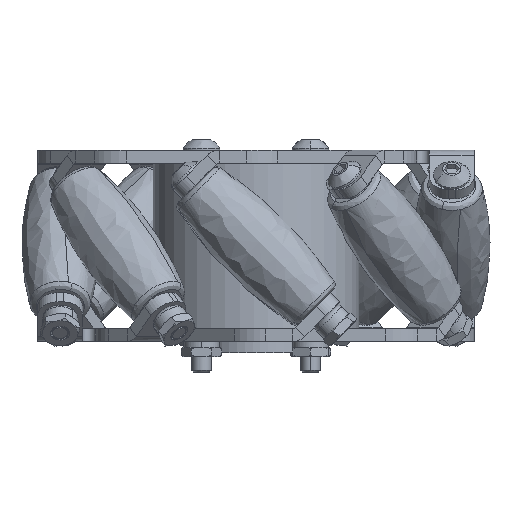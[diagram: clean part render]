
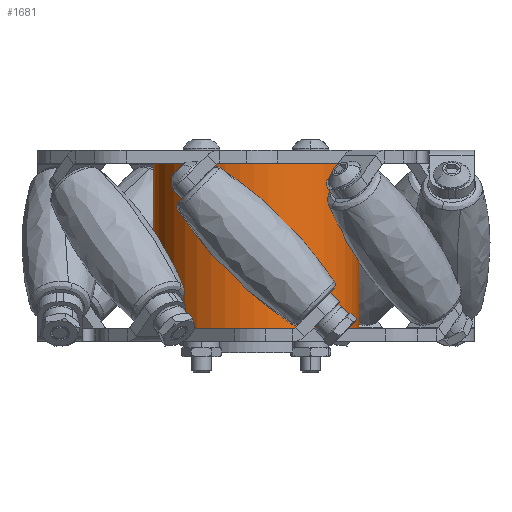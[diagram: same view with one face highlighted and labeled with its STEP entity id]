
A CAD part, front view. The second image highlights one B-rep face of the part: STEP entity #1681.
In plain terms, the highlighted free-form (B-spline) face has degree [2, 1] with [5, 2] control points.
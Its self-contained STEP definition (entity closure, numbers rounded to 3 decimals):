
#1566 = VERTEX_POINT('',#1567);
#1567 = CARTESIAN_POINT('',(-0.464,-11.478,
    83.014));
#1568 = VERTEX_POINT('',#1569);
#1569 = CARTESIAN_POINT('',(-27.838,-11.478,
    83.014));
#1577 = EDGE_CURVE('',#1566,#1578,#1580,.T.);
#1578 = VERTEX_POINT('',#1579);
#1579 = CARTESIAN_POINT('',(-0.464,-11.478,
    59.49));
#1580 = B_SPLINE_CURVE_WITH_KNOTS('',1,(#1581,#1582),.UNSPECIFIED.,.F.,
  .F.,(2,2),(-0.,27.5),.PIECEWISE_BEZIER_KNOTS.);
#1581 = CARTESIAN_POINT('',(-0.464,-11.478,
    83.014));
#1582 = CARTESIAN_POINT('',(-0.464,-11.478,
    59.49));
#1585 = VERTEX_POINT('',#1586);
#1586 = CARTESIAN_POINT('',(-27.838,-11.478,
    59.49));
#1594 = EDGE_CURVE('',#1568,#1585,#1595,.T.);
#1595 = B_SPLINE_CURVE_WITH_KNOTS('',1,(#1596,#1597),.UNSPECIFIED.,.F.,
  .F.,(2,2),(-0.,27.5),.PIECEWISE_BEZIER_KNOTS.);
#1596 = CARTESIAN_POINT('',(-27.838,-11.478,
    83.014));
#1597 = CARTESIAN_POINT('',(-27.838,-11.478,
    59.49));
#1613 = EDGE_CURVE('',#1568,#1566,#1614,.T.);
#1614 = ( BOUNDED_CURVE() B_SPLINE_CURVE(2,(#1615,#1616,#1617,#1618,
#1619),.UNSPECIFIED.,.F.,.F.) B_SPLINE_CURVE_WITH_KNOTS((3,2,3),(
    3.142,4.712,6.283),
.PIECEWISE_BEZIER_KNOTS.) CURVE() GEOMETRIC_REPRESENTATION_ITEM() 
RATIONAL_B_SPLINE_CURVE((1.,0.707,1.,0.707,1.)) 
REPRESENTATION_ITEM('') );
#1615 = CARTESIAN_POINT('',(-27.838,-11.478,
    83.014));
#1616 = CARTESIAN_POINT('',(-27.838,-25.165,
    83.014));
#1617 = CARTESIAN_POINT('',(-14.151,-25.165,
    83.014));
#1618 = CARTESIAN_POINT('',(-0.464,-25.165,
    83.014));
#1619 = CARTESIAN_POINT('',(-0.464,-11.478,
    83.014));
#1681 = ADVANCED_FACE('',(#1682),#1695,.T.);
#1682 = FACE_BOUND('',#1683,.T.);
#1683 = EDGE_LOOP('',(#1684,#1685,#1686,#1687));
#1684 = ORIENTED_EDGE('',*,*,#1577,.F.);
#1685 = ORIENTED_EDGE('',*,*,#1613,.F.);
#1686 = ORIENTED_EDGE('',*,*,#1594,.T.);
#1687 = ORIENTED_EDGE('',*,*,#1688,.T.);
#1688 = EDGE_CURVE('',#1585,#1578,#1689,.T.);
#1689 = ( BOUNDED_CURVE() B_SPLINE_CURVE(2,(#1690,#1691,#1692,#1693,
#1694),.UNSPECIFIED.,.F.,.F.) B_SPLINE_CURVE_WITH_KNOTS((3,2,3),(
    3.142,4.712,6.283),
.PIECEWISE_BEZIER_KNOTS.) CURVE() GEOMETRIC_REPRESENTATION_ITEM() 
RATIONAL_B_SPLINE_CURVE((1.,0.707,1.,0.707,1.)) 
REPRESENTATION_ITEM('') );
#1690 = CARTESIAN_POINT('',(-27.838,-11.478,
    59.49));
#1691 = CARTESIAN_POINT('',(-27.838,-25.165,
    59.49));
#1692 = CARTESIAN_POINT('',(-14.151,-25.165,
    59.49));
#1693 = CARTESIAN_POINT('',(-0.464,-25.165,
    59.49));
#1694 = CARTESIAN_POINT('',(-0.464,-11.478,
    59.49));
#1695 = ( BOUNDED_SURFACE() B_SPLINE_SURFACE(2,1,(
    (#1696,#1697)
    ,(#1698,#1699)
    ,(#1700,#1701)
    ,(#1702,#1703)
    ,(#1704,#1705
)),.UNSPECIFIED.,.F.,.F.,.F.) B_SPLINE_SURFACE_WITH_KNOTS((3,2,3),(2,2),
  (3.142,4.712,6.283),(0.,27.5),
.PIECEWISE_BEZIER_KNOTS.) GEOMETRIC_REPRESENTATION_ITEM() 
RATIONAL_B_SPLINE_SURFACE((
    (1.,1.)
    ,(0.707,0.707)
    ,(1.,1.)
    ,(0.707,0.707)
,(1.,1.))) REPRESENTATION_ITEM('') SURFACE() );
#1696 = CARTESIAN_POINT('',(-0.464,-11.478,
    83.014));
#1697 = CARTESIAN_POINT('',(-0.464,-11.478,
    59.49));
#1698 = CARTESIAN_POINT('',(-0.464,-25.165,
    83.014));
#1699 = CARTESIAN_POINT('',(-0.464,-25.165,
    59.49));
#1700 = CARTESIAN_POINT('',(-14.151,-25.165,
    83.014));
#1701 = CARTESIAN_POINT('',(-14.151,-25.165,
    59.49));
#1702 = CARTESIAN_POINT('',(-27.838,-25.165,
    83.014));
#1703 = CARTESIAN_POINT('',(-27.838,-25.165,
    59.49));
#1704 = CARTESIAN_POINT('',(-27.838,-11.478,
    83.014));
#1705 = CARTESIAN_POINT('',(-27.838,-11.478,
    59.49));
